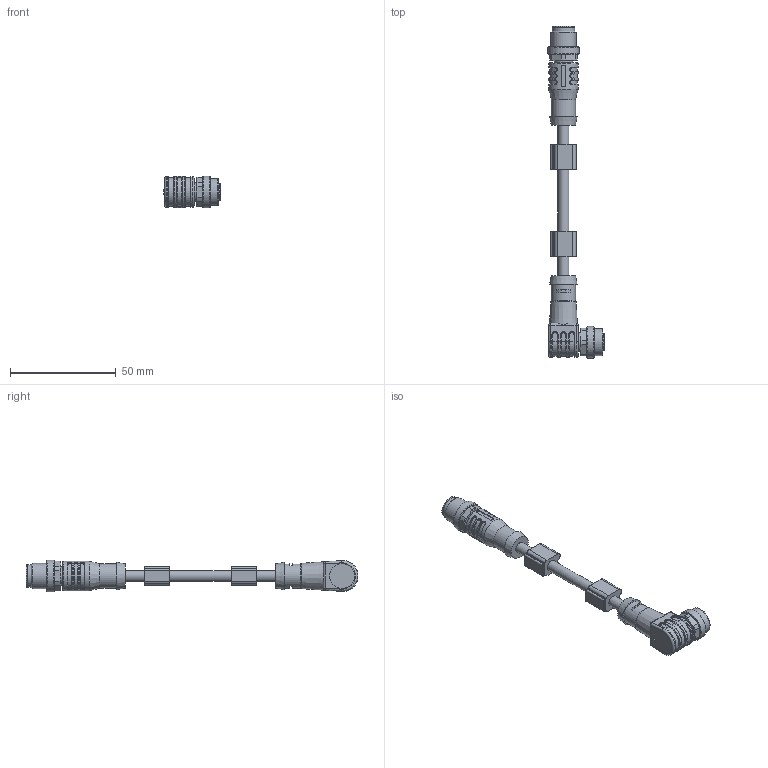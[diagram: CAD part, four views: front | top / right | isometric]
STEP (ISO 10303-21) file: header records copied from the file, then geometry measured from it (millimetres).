
FILE_DESCRIPTION(/* description */ (''),/* implementation_level */ '2;1');
FILE_NAME(/* name */ 'CD-WWAK5-m-CD-WAS5.stp',/* time_stamp */ '2018-09-19T11:25:37+02:00',/* author */ (''),/* organization */ (''),/* preprocessor_version */ 'ST-DEVELOPER v16',/* originating_system */ 'SIEMENS PLM Software NX 10.0',/* authorisation */ '');
FILE_SCHEMA (('AUTOMOTIVE_DESIGN { 1 0 10303 214 3 1 1 1 }'));
Length unit declared in the file: millimetre
Products named in the file (1): CD-WWAK5-m-CD-WAS5
Bounding box: 26.9 x 157.1 x 15 mm (x, y, z)
Volume: 15351.1 mm3; surface area: 8449.6 mm2
Topology: 1 solids, 1 shells, 614 faces, 1541 edges, 971 vertices
Faces by surface type: plane 219, cylinder 200, extrusion 64, torus 52, bspline 44, cone 28, sphere 7
Full cylindrical faces by diameter (mm): 1 x5, 1.15 x5, 2 x1, 5.2 x3, 8.3 x1, 8.7 x2, 10.5 x1, 10.8 x1, 10.95 x1, 11.5 x2, 11.8 x1, 12 x1, 12.3 x1, 12.8 x1, 14 x1, 15 x2
Entity records: 20116 total; most frequent: CARTESIAN_POINT 6105, ORIENTED_EDGE 2892, DIRECTION 2799, EDGE_CURVE 1446, AXIS2_PLACEMENT_3D 1035, VERTEX_POINT 940, VECTOR 729, EDGE_LOOP 724
